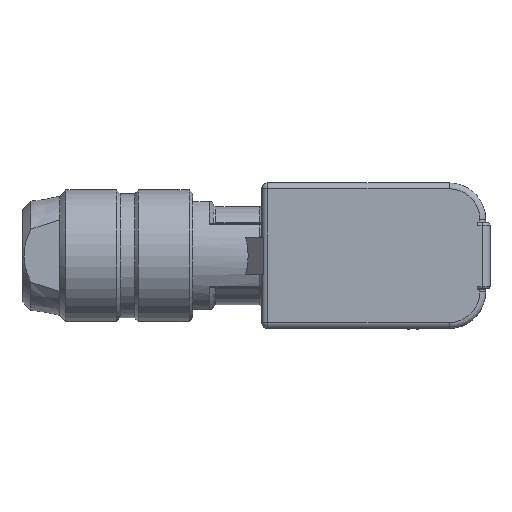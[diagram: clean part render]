
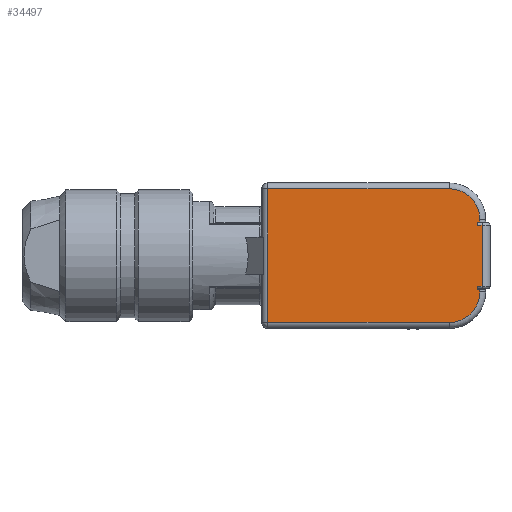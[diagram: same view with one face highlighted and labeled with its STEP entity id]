
A CAD part, top view. The second image highlights one B-rep face of the part: STEP entity #34497.
In plain terms, the highlighted planar face has unit normal (0, 0, 1).
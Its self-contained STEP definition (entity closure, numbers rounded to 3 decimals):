
#15444=DIRECTION('',(1.,0.,0.));
#15445=VECTOR('',#15444,0.6);
#15446=CARTESIAN_POINT('',(8.9,4.2,23.8));
#15447=LINE('',#15446,#15445);
#15483=DIRECTION('',(0.,1.,0.));
#15484=VECTOR('',#15483,0.4);
#15485=CARTESIAN_POINT('',(8.9,-4.6,23.8));
#15486=LINE('',#15485,#15484);
#15490=CARTESIAN_POINT('',(5.,-5.,23.8));
#15491=DIRECTION('',(0.,0.,1.));
#15492=DIRECTION('',(0.,-1.,0.));
#15493=AXIS2_PLACEMENT_3D('',#15490,#15491,#15492);
#15498=CARTESIAN_POINT('',(5.,5.,23.8));
#15499=DIRECTION('',(0.,0.,1.));
#15500=DIRECTION('',(1.,0.,0.));
#15501=AXIS2_PLACEMENT_3D('',#15498,#15499,#15500);
#15506=DIRECTION('',(1.,0.,0.));
#15507=VECTOR('',#15506,0.3);
#15508=CARTESIAN_POINT('',(8.9,4.6,23.8));
#15509=LINE('',#15508,#15507);
#15513=DIRECTION('',(0.,1.,0.));
#15514=VECTOR('',#15513,0.4);
#15515=CARTESIAN_POINT('',(8.9,4.2,23.8));
#15516=LINE('',#15515,#15514);
#15527=DIRECTION('',(0.,-1.,0.));
#15528=VECTOR('',#15527,8.4);
#15529=CARTESIAN_POINT('',(9.5,4.2,23.8));
#15530=LINE('',#15529,#15528);
#16294=DIRECTION('',(0.,1.,0.));
#16295=VECTOR('',#16294,18.4);
#16296=CARTESIAN_POINT('',(-20.,-9.2,23.8));
#16297=LINE('',#16296,#16295);
#17448=DIRECTION('',(1.,0.,0.));
#17449=VECTOR('',#17448,25.);
#17450=CARTESIAN_POINT('',(-20.,9.2,23.8));
#17451=LINE('',#17450,#17449);
#17486=DIRECTION('',(0.,-1.,0.));
#17487=VECTOR('',#17486,0.4);
#17488=CARTESIAN_POINT('',(9.2,5.,23.8));
#17489=LINE('',#17488,#17487);
#17580=DIRECTION('',(-1.,0.,0.));
#17581=VECTOR('',#17580,25.);
#17582=CARTESIAN_POINT('',(5.,-9.2,23.8));
#17583=LINE('',#17582,#17581);
#17625=DIRECTION('',(0.,-1.,0.));
#17626=VECTOR('',#17625,0.4);
#17627=CARTESIAN_POINT('',(9.2,-4.6,23.8));
#17628=LINE('',#17627,#17626);
#17662=DIRECTION('',(1.,0.,0.));
#17663=VECTOR('',#17662,0.3);
#17664=CARTESIAN_POINT('',(8.9,-4.6,23.8));
#17665=LINE('',#17664,#17663);
#18237=DIRECTION('',(-1.,0.,0.));
#18238=VECTOR('',#18237,0.6);
#18239=CARTESIAN_POINT('',(9.5,-4.2,23.8));
#18240=LINE('',#18239,#18238);
#22193=CARTESIAN_POINT('',(9.2,4.6,23.8));
#22195=VERTEX_POINT('',#22193);
#22198=CARTESIAN_POINT('',(9.2,5.,23.8));
#22199=VERTEX_POINT('',#22198);
#22200=CARTESIAN_POINT('',(9.2,-4.6,23.8));
#22202=VERTEX_POINT('',#22200);
#22204=CARTESIAN_POINT('',(9.2,-5.,23.8));
#22205=VERTEX_POINT('',#22204);
#22208=CARTESIAN_POINT('',(-20.,-9.2,23.8));
#22209=CARTESIAN_POINT('',(-20.,9.2,23.8));
#22210=VERTEX_POINT('',#22208);
#22211=VERTEX_POINT('',#22209);
#22226=CARTESIAN_POINT('',(5.,-9.2,23.8));
#22227=VERTEX_POINT('',#22226);
#22230=CARTESIAN_POINT('',(5.,9.2,23.8));
#22231=VERTEX_POINT('',#22230);
#22361=CARTESIAN_POINT('',(8.9,4.6,23.8));
#22362=VERTEX_POINT('',#22361);
#22363=CARTESIAN_POINT('',(8.9,4.2,23.8));
#22364=VERTEX_POINT('',#22363);
#22378=CARTESIAN_POINT('',(8.9,-4.2,23.8));
#22379=VERTEX_POINT('',#22378);
#22380=CARTESIAN_POINT('',(9.5,-4.2,23.8));
#22381=VERTEX_POINT('',#22380);
#22382=CARTESIAN_POINT('',(9.5,4.2,23.8));
#22383=VERTEX_POINT('',#22382);
#22384=CARTESIAN_POINT('',(8.9,-4.6,23.8));
#22385=VERTEX_POINT('',#22384);
#34464=CARTESIAN_POINT('',(8.9,4.5,23.8));
#34465=DIRECTION('',(0.,0.,1.));
#34466=DIRECTION('',(-1.,0.,0.));
#34467=AXIS2_PLACEMENT_3D('',#34464,#34465,#34466);
#34468=PLANE('',#34467);
#34470=ORIENTED_EDGE('',*,*,#34469,.T.);
#34472=ORIENTED_EDGE('',*,*,#34471,.T.);
#34474=ORIENTED_EDGE('',*,*,#34473,.F.);
#34476=ORIENTED_EDGE('',*,*,#34475,.T.);
#34478=ORIENTED_EDGE('',*,*,#34477,.T.);
#34480=ORIENTED_EDGE('',*,*,#34479,.F.);
#34482=ORIENTED_EDGE('',*,*,#34481,.T.);
#34484=ORIENTED_EDGE('',*,*,#34483,.T.);
#34486=ORIENTED_EDGE('',*,*,#34485,.T.);
#34488=ORIENTED_EDGE('',*,*,#34487,.F.);
#34490=ORIENTED_EDGE('',*,*,#34489,.T.);
#34492=ORIENTED_EDGE('',*,*,#34491,.F.);
#34493=ORIENTED_EDGE('',*,*,#34453,.F.);
#34494=ORIENTED_EDGE('',*,*,#34441,.T.);
#34495=EDGE_LOOP('',(#34470,#34472,#34474,#34476,#34478,#34480,#34482,#34484,
#34486,#34488,#34490,#34492,#34493,#34494));
#34496=FACE_OUTER_BOUND('',#34495,.F.);
#34497=ADVANCED_FACE('',(#34496),#34468,.T.);
#15494=CIRCLE('',#15493,4.2);
#15502=CIRCLE('',#15501,4.2);
#34441=EDGE_CURVE('',#22364,#22383,#15447,.T.);
#34453=EDGE_CURVE('',#22364,#22362,#15516,.T.);
#34469=EDGE_CURVE('',#22383,#22381,#15530,.T.);
#34471=EDGE_CURVE('',#22381,#22379,#18240,.T.);
#34473=EDGE_CURVE('',#22385,#22379,#15486,.T.);
#34475=EDGE_CURVE('',#22385,#22202,#17665,.T.);
#34477=EDGE_CURVE('',#22202,#22205,#17628,.T.);
#34479=EDGE_CURVE('',#22227,#22205,#15494,.T.);
#34481=EDGE_CURVE('',#22227,#22210,#17583,.T.);
#34483=EDGE_CURVE('',#22210,#22211,#16297,.T.);
#34485=EDGE_CURVE('',#22211,#22231,#17451,.T.);
#34487=EDGE_CURVE('',#22199,#22231,#15502,.T.);
#34489=EDGE_CURVE('',#22199,#22195,#17489,.T.);
#34491=EDGE_CURVE('',#22362,#22195,#15509,.T.);
